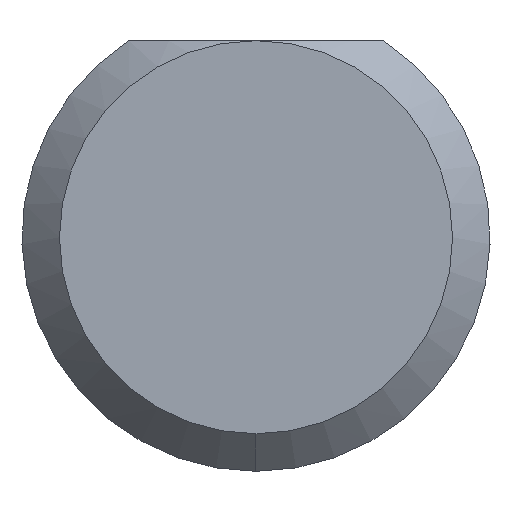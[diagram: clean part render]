
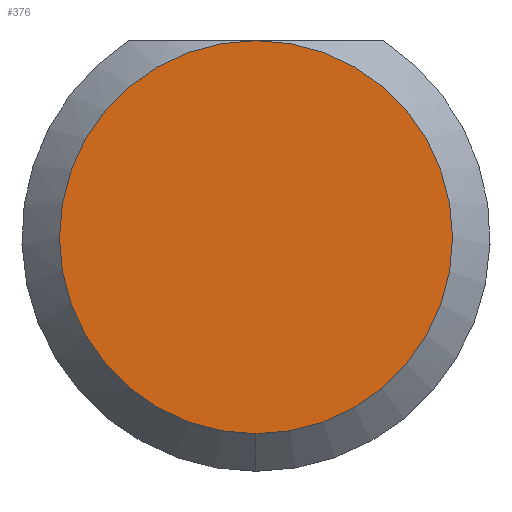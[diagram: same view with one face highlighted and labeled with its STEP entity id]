
A CAD part, left-side view. The second image highlights one B-rep face of the part: STEP entity #376.
In plain terms, the highlighted planar face has unit normal (-1, 0, 0).
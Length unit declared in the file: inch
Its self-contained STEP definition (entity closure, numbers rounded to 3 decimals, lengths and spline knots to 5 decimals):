
#7 = CIRCLE ( 'NONE', #82, 0.05235 ) ;
#25 = CARTESIAN_POINT ( 'NONE',  ( 0., 0., -0.05235 ) ) ;
#54 = DIRECTION ( 'NONE',  ( -1., 0., 0. ) ) ;
#82 = AXIS2_PLACEMENT_3D ( 'NONE', #268, #54, #433 ) ;
#91 = DIRECTION ( 'NONE',  ( 1., 0., 0. ) ) ;
#114 = AXIS2_PLACEMENT_3D ( 'NONE', #666, #202, #463 ) ;
#146 = FACE_OUTER_BOUND ( 'NONE', #200, .T. ) ;
#200 = EDGE_LOOP ( 'NONE', ( #382, #329 ) ) ;
#202 = DIRECTION ( 'NONE',  ( -1., 0., 0. ) ) ;
#268 = CARTESIAN_POINT ( 'NONE',  ( 0., 0., 0. ) ) ;
#329 = ORIENTED_EDGE ( 'NONE', *, *, #404, .T. ) ;
#366 = CARTESIAN_POINT ( 'NONE',  ( 0., 0., 0. ) ) ;
#376 = ADVANCED_FACE ( 'NONE', ( #146 ), #623, .F. ) ;
#382 = ORIENTED_EDGE ( 'NONE', *, *, #680, .T. ) ;
#404 = EDGE_CURVE ( 'NONE', #664, #425, #7, .T. ) ;
#421 = CIRCLE ( 'NONE', #114, 0.05235 ) ;
#425 = VERTEX_POINT ( 'NONE', #598 ) ;
#433 = DIRECTION ( 'NONE',  ( 0., 0., -1. ) ) ;
#463 = DIRECTION ( 'NONE',  ( 0., 0., -1. ) ) ;
#512 = DIRECTION ( 'NONE',  ( 0., 0., -1. ) ) ;
#598 = CARTESIAN_POINT ( 'NONE',  ( 0., 0., 0.05235 ) ) ;
#623 = PLANE ( 'NONE',  #696 ) ;
#664 = VERTEX_POINT ( 'NONE', #25 ) ;
#666 = CARTESIAN_POINT ( 'NONE',  ( 0., 0., 0. ) ) ;
#680 = EDGE_CURVE ( 'NONE', #425, #664, #421, .T. ) ;
#696 = AXIS2_PLACEMENT_3D ( 'NONE', #366, #91, #512 ) ;
